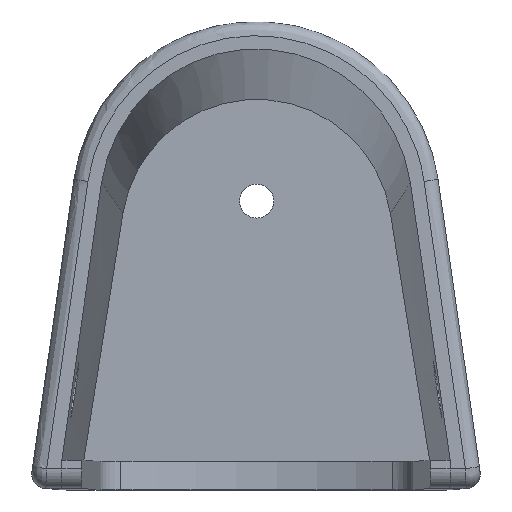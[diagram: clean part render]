
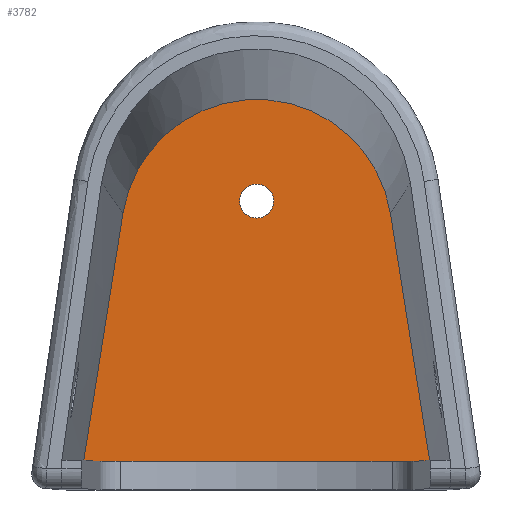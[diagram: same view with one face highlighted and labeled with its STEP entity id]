
A CAD part, top view. The second image highlights one B-rep face of the part: STEP entity #3782.
In plain terms, the highlighted face is planar.
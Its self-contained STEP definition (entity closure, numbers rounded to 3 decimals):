
#3565=CARTESIAN_POINT('',(-5.752,-71.332,275.));
#3566=VERTEX_POINT('',#3565);
#3567=CARTESIAN_POINT('',(0.248,-71.332,275.));
#3568=DIRECTION('',(0.0,0.0,1.0));
#3569=DIRECTION('',(1.0,0.0,0.0));
#3570=AXIS2_PLACEMENT_3D('',#3567,#3568,#3569);
#3571=CIRCLE('',#3570,6.);
#3572=EDGE_CURVE('',#3566,#3566,#3571,.T.);
#3582=CARTESIAN_POINT('',(-60.788,20.52,275.));
#3583=VERTEX_POINT('',#3582);
#3584=CARTESIAN_POINT('',(54.533,20.52,275.));
#3585=VERTEX_POINT('',#3584);
#3586=CARTESIAN_POINT('',(-60.788,20.52,275.));
#3587=DIRECTION('',(1.0,0.0,0.0));
#3588=VECTOR('',#3587,115.321);
#3589=LINE('',#3586,#3588);
#3590=EDGE_CURVE('',#3583,#3585,#3589,.T.);
#3636=CARTESIAN_POINT('',(61.283,20.52,275.));
#3637=VERTEX_POINT('',#3636);
#3638=CARTESIAN_POINT('',(54.533,20.52,275.));
#3639=CARTESIAN_POINT('',(55.7,20.52,275.));
#3640=CARTESIAN_POINT('',(56.867,20.52,275.0));
#3641=CARTESIAN_POINT('',(59.117,20.52,275.0));
#3642=CARTESIAN_POINT('',(60.2,20.52,275.0));
#3643=CARTESIAN_POINT('',(61.283,20.52,275.));
#3644=B_SPLINE_CURVE_WITH_KNOTS('',3,(#3638,#3639,#3640,#3641,#3642,#3643),.UNSPECIFIED.,.F.,.U.,(4,2,4),(0.0,0.35,0.675),.UNSPECIFIED.);
#3645=EDGE_CURVE('',#3585,#3637,#3644,.T.);
#3690=CARTESIAN_POINT('',(-46.913,-66.924,275.));
#3691=VERTEX_POINT('',#3690);
#3692=CARTESIAN_POINT('',(-60.788,20.52,275.));
#3693=DIRECTION('',(0.157,-0.988,0.0));
#3694=VECTOR('',#3693,88.538);
#3695=LINE('',#3692,#3694);
#3696=EDGE_CURVE('',#3583,#3691,#3695,.T.);
#3719=CARTESIAN_POINT('',(47.408,-66.924,275.));
#3720=VERTEX_POINT('',#3719);
#3721=CARTESIAN_POINT('',(0.248,-59.44,275.));
#3722=DIRECTION('',(0.0,0.0,1.));
#3723=DIRECTION('',(-0.988,-0.157,0.0));
#3724=AXIS2_PLACEMENT_3D('',#3721,#3722,#3723);
#3725=CIRCLE('',#3724,47.751);
#3726=EDGE_CURVE('',#3691,#3720,#3725,.T.);
#3750=CARTESIAN_POINT('',(47.408,-66.924,275.));
#3751=DIRECTION('',(0.157,0.988,0.0));
#3752=VECTOR('',#3751,88.538);
#3753=LINE('',#3750,#3752);
#3754=EDGE_CURVE('',#3720,#3637,#3753,.T.);
#3767=CARTESIAN_POINT('',(0.248,-26.545,275.));
#3768=DIRECTION('',(0.0,0.0,1.0));
#3769=DIRECTION('',(1.0,0.0,0.0));
#3770=AXIS2_PLACEMENT_3D('',#3767,#3768,#3769);
#3771=PLANE('',#3770);
#3772=ORIENTED_EDGE('',*,*,#3590,.T.);
#3773=ORIENTED_EDGE('',*,*,#3645,.T.);
#3774=ORIENTED_EDGE('',*,*,#3754,.F.);
#3775=ORIENTED_EDGE('',*,*,#3726,.F.);
#3776=ORIENTED_EDGE('',*,*,#3696,.F.);
#3777=EDGE_LOOP('',(#3772,#3773,#3774,#3775,#3776));
#3778=FACE_OUTER_BOUND('',#3777,.T.);
#3779=ORIENTED_EDGE('',*,*,#3572,.T.);
#3780=EDGE_LOOP('',(#3779));
#3781=FACE_BOUND('',#3780,.T.);
#3782=ADVANCED_FACE('',(#3778,#3781),#3771,.F.);
